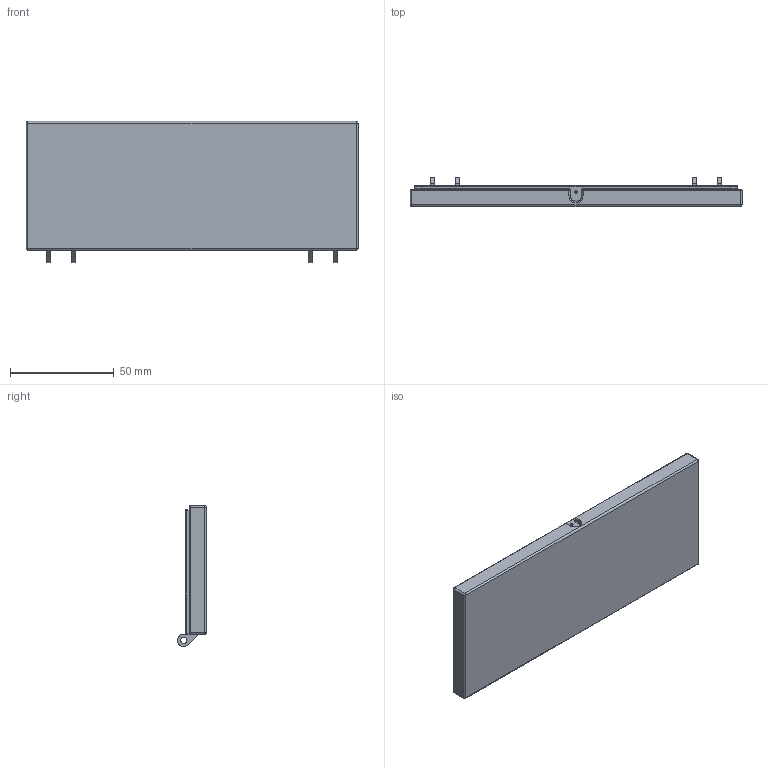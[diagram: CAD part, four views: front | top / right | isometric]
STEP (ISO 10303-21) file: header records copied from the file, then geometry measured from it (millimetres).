
FILE_DESCRIPTION (( 'STEP AP214' ), '1' );
FILE_NAME ('base.STEP', '2025-09-18T00:32:18', ( '' ), ( '' ), 'SwSTEP 2.0', 'SolidWorks 2023', '' );
FILE_SCHEMA (( 'AUTOMOTIVE_DESIGN' ));
Length unit declared in the file: millimetre
Products named in the file (1): base
Bounding box: 160 x 14 x 68 mm (x, y, z)
Volume: 49265.9 mm3; surface area: 33004.7 mm2
Topology: 1 solids, 1 shells, 228 faces, 533 edges, 286 vertices
Faces by surface type: cylinder 108, plane 52, torus 42, sphere 26
Entity records: 6260 total; most frequent: DIRECTION 1213, CARTESIAN_POINT 1052, ORIENTED_EDGE 1014, EDGE_CURVE 507, AXIS2_PLACEMENT_3D 487, VERTEX_POINT 286, CIRCLE 258, EDGE_LOOP 241
